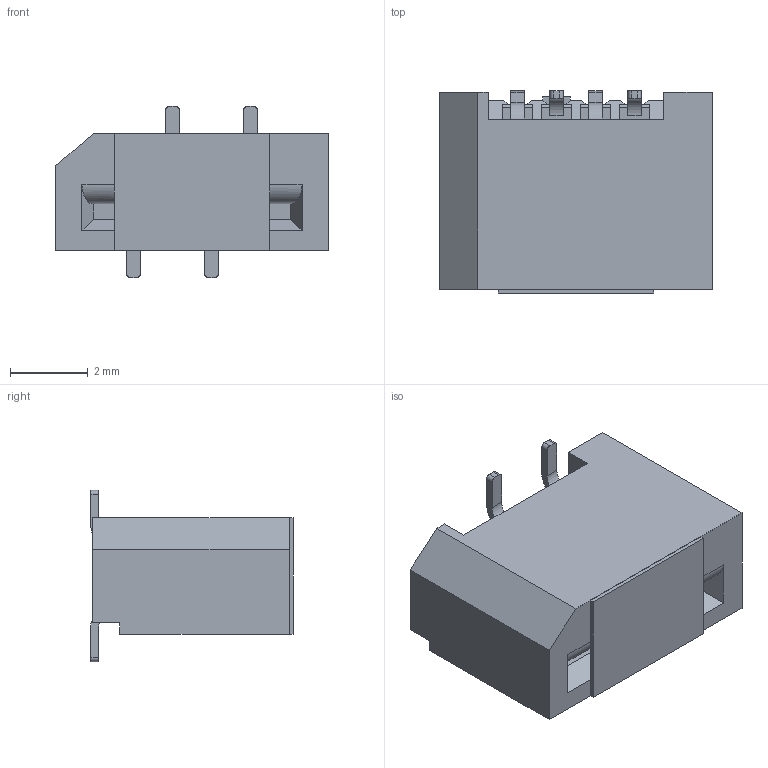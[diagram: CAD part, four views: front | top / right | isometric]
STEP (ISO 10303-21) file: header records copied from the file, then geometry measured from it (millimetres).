
FILE_DESCRIPTION(/* description */ ('Unknown'),/* implementation_level */ '2;1');
FILE_NAME(/* name */ '686104188822',/* time_stamp */ '2019-06-18T17:52:30+02:00',/* author */ ('Unknown'),/* organization */ ('Unknown'),/* preprocessor_version */ 'ST-DEVELOPER v16.7',/* originating_system */ 'DEX',/* authorisation */ $);
FILE_SCHEMA (('AUTOMOTIVE_DESIGN {1 0 10303 214 3 1 1}'));
Length unit declared in the file: millimetre
Products named in the file (5): 6861xx188822; 686104188822; 6861xx188822_Pin1; 6861xx188822_Mylar1; 6861xx188822_Pin2
Assembly tree (6 placements, depth 2):
  6861xx188822
    686104188822
    6861xx188822_Pin1  x2
    6861xx188822_Mylar1
    6861xx188822_Pin2  x2
Bounding box: 7 x 5.2 x 4.4 mm (x, y, z)
Volume: 83.3 mm3; surface area: 296.3 mm2
Topology: 6 solids, 6 shells, 328 faces, 957 edges, 634 vertices
Faces by surface type: plane 251, cylinder 77
Entity records: 7418 total; most frequent: CARTESIAN_POINT 1306, ORIENTED_EDGE 1298, DIRECTION 1189, EDGE_CURVE 649, LINE 563, VECTOR 563, VERTEX_POINT 430, AXIS2_PLACEMENT_3D 313
